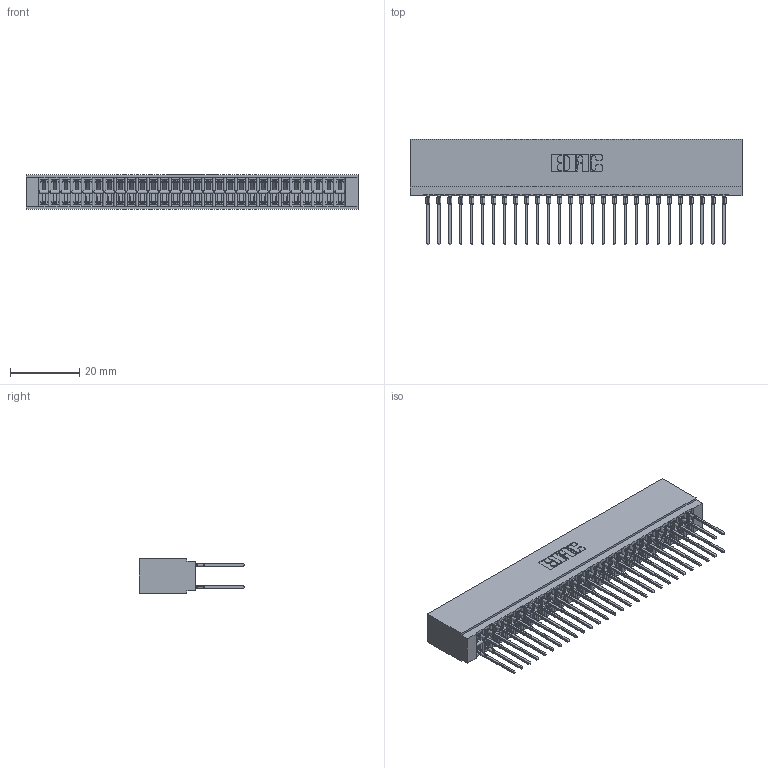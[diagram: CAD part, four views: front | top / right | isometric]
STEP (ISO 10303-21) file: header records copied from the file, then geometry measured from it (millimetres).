
FILE_DESCRIPTION (( 'STEP AP203' ), '1' );
FILE_NAME ('746-056-545-601.STEP', '2026-02-27T19:51:24', ( '' ), ( '' ), 'SwSTEP 2.0', 'SolidWorks 2023', '' );
FILE_SCHEMA (( 'CONFIG_CONTROL_DESIGN' ));
Length unit declared in the file: millimetre
Products named in the file (3): 746 Part_.340 Slot Depth - 01; 746-292-001_545; 746-056-545-601
Assembly tree (57 placements, depth 2):
  746-056-545-601
    746 Part_.340 Slot Depth - 01
    746-292-001_545  x56
Bounding box: 96.14 x 30.59 x 9.91 mm (x, y, z)
Volume: 11326.3 mm3; surface area: 17269.1 mm2
Topology: 57 solids, 57 shells, 5109 faces, 14039 edges, 8939 vertices
Faces by surface type: plane 2631, bspline 1120, cylinder 1022, torus 336
Entity records: 45181 total; most frequent: CARTESIAN_POINT 9105, ORIENTED_EDGE 7728, DIRECTION 6476, EDGE_CURVE 3864, LINE 3400, VECTOR 3400, VERTEX_POINT 2559, AXIS2_PLACEMENT_3D 1538
